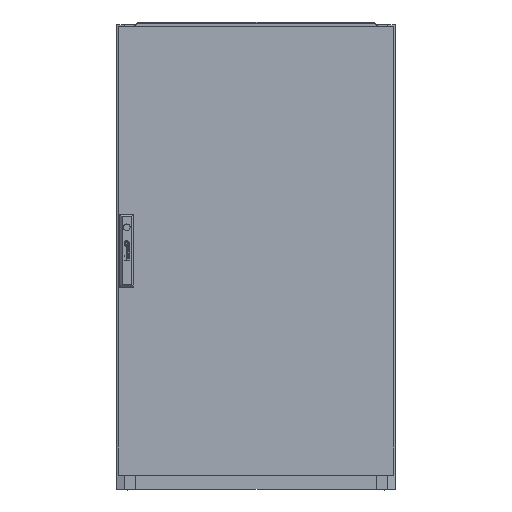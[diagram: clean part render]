
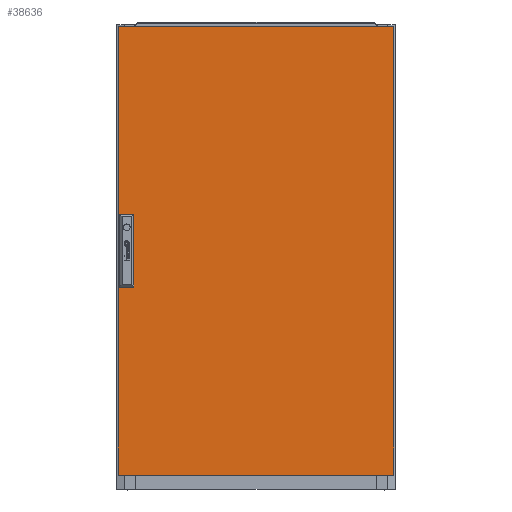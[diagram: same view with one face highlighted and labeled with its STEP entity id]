
A CAD part, top view. The second image highlights one B-rep face of the part: STEP entity #38636.
In plain terms, the highlighted planar face has unit normal (0, 0, 1).
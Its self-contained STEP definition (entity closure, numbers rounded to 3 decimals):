
#1726 = VERTEX_POINT ( 'NONE', #22691 ) ;
#3916 = CARTESIAN_POINT ( 'NONE',  ( -263., 0., 0. ) ) ;
#4646 = VERTEX_POINT ( 'NONE', #32096 ) ;
#8055 = EDGE_CURVE ( 'NONE', #1726, #4646, #98251, .T. ) ;
#8109 = DIRECTION ( 'NONE',  ( 0., -1., 0. ) ) ;
#9397 = EDGE_LOOP ( 'NONE', ( #10005, #69316, #12938, #12236 ) ) ;
#9479 = CARTESIAN_POINT ( 'NONE',  ( -293.4, -78.5, 0. ) ) ;
#10005 = ORIENTED_EDGE ( 'NONE', *, *, #15327, .T. ) ;
#11443 = VERTEX_POINT ( 'NONE', #18313 ) ;
#12236 = ORIENTED_EDGE ( 'NONE', *, *, #36989, .F. ) ;
#12938 = ORIENTED_EDGE ( 'NONE', *, *, #65728, .F. ) ;
#13516 = FACE_BOUND ( 'NONE', #9397, .T. ) ;
#15234 = ORIENTED_EDGE ( 'NONE', *, *, #8055, .T. ) ;
#15327 = EDGE_CURVE ( 'NONE', #11443, #62856, #22263, .T. ) ;
#15471 = DIRECTION ( 'NONE',  ( 1., 0., 0. ) ) ;
#16737 = LINE ( 'NONE', #86176, #76868 ) ;
#16988 = LINE ( 'NONE', #30008, #19446 ) ;
#18313 = CARTESIAN_POINT ( 'NONE',  ( -293.4, 78.5, 0. ) ) ;
#19446 = VECTOR ( 'NONE', #37884, 1000. ) ;
#19817 = VERTEX_POINT ( 'NONE', #9479 ) ;
#22263 = LINE ( 'NONE', #37649, #61582 ) ;
#22691 = CARTESIAN_POINT ( 'NONE',  ( 297., 483.5, 0. ) ) ;
#24244 = AXIS2_PLACEMENT_3D ( 'NONE', #54525, #62476, #15471 ) ;
#24449 = LINE ( 'NONE', #37187, #66250 ) ;
#29994 = VERTEX_POINT ( 'NONE', #71348 ) ;
#30008 = CARTESIAN_POINT ( 'NONE',  ( -297., 483.5, 0. ) ) ;
#32096 = CARTESIAN_POINT ( 'NONE',  ( -297., 483.5, 0. ) ) ;
#35011 = ORIENTED_EDGE ( 'NONE', *, *, #74604, .T. ) ;
#35634 = VECTOR ( 'NONE', #42223, 1000. ) ;
#36989 = EDGE_CURVE ( 'NONE', #11443, #19817, #86348, .T. ) ;
#37187 = CARTESIAN_POINT ( 'NONE',  ( -293.4, -78.5, 0. ) ) ;
#37282 = ORIENTED_EDGE ( 'NONE', *, *, #42933, .T. ) ;
#37369 = LINE ( 'NONE', #43667, #79124 ) ;
#37649 = CARTESIAN_POINT ( 'NONE',  ( -293.4, 78.5, 0. ) ) ;
#37884 = DIRECTION ( 'NONE',  ( 0., -1., 0. ) ) ;
#38636 = ADVANCED_FACE ( 'NONE', ( #13516, #55240 ), #101584, .T. ) ;
#42156 = LINE ( 'NONE', #3916, #63052 ) ;
#42223 = DIRECTION ( 'NONE',  ( -1., 0., 0. ) ) ;
#42933 = EDGE_CURVE ( 'NONE', #4646, #29994, #16988, .T. ) ;
#43667 = CARTESIAN_POINT ( 'NONE',  ( -297., -483.5, 0. ) ) ;
#48370 = CARTESIAN_POINT ( 'NONE',  ( -263., 78.5, 0. ) ) ;
#50035 = ORIENTED_EDGE ( 'NONE', *, *, #64315, .T. ) ;
#50940 = DIRECTION ( 'NONE',  ( 0., -1., 0. ) ) ;
#53059 = DIRECTION ( 'NONE',  ( 1., 0., 0. ) ) ;
#54525 = CARTESIAN_POINT ( 'NONE',  ( 0., 0., 0. ) ) ;
#55240 = FACE_OUTER_BOUND ( 'NONE', #98240, .T. ) ;
#55265 = DIRECTION ( 'NONE',  ( 0., 1., 0. ) ) ;
#61582 = VECTOR ( 'NONE', #53059, 1000. ) ;
#62330 = CARTESIAN_POINT ( 'NONE',  ( -263., -78.5, 0. ) ) ;
#62476 = DIRECTION ( 'NONE',  ( 0., 0., 1. ) ) ;
#62856 = VERTEX_POINT ( 'NONE', #48370 ) ;
#63052 = VECTOR ( 'NONE', #50940, 1000. ) ;
#63406 = CARTESIAN_POINT ( 'NONE',  ( -293.4, 0., 0. ) ) ;
#64315 = EDGE_CURVE ( 'NONE', #29994, #85332, #37369, .T. ) ;
#65728 = EDGE_CURVE ( 'NONE', #19817, #68128, #24449, .T. ) ;
#66250 = VECTOR ( 'NONE', #92027, 1000. ) ;
#68128 = VERTEX_POINT ( 'NONE', #62330 ) ;
#69316 = ORIENTED_EDGE ( 'NONE', *, *, #83410, .T. ) ;
#71348 = CARTESIAN_POINT ( 'NONE',  ( -297., -483.5, 0. ) ) ;
#74604 = EDGE_CURVE ( 'NONE', #85332, #1726, #16737, .T. ) ;
#76868 = VECTOR ( 'NONE', #55265, 1000. ) ;
#79124 = VECTOR ( 'NONE', #98597, 1000. ) ;
#83410 = EDGE_CURVE ( 'NONE', #62856, #68128, #42156, .T. ) ;
#85332 = VERTEX_POINT ( 'NONE', #92414 ) ;
#86176 = CARTESIAN_POINT ( 'NONE',  ( 297., 483.5, 0. ) ) ;
#86348 = LINE ( 'NONE', #63406, #97389 ) ;
#92027 = DIRECTION ( 'NONE',  ( 1., 0., 0. ) ) ;
#92414 = CARTESIAN_POINT ( 'NONE',  ( 297., -483.5, 0. ) ) ;
#97389 = VECTOR ( 'NONE', #8109, 1000. ) ;
#97476 = CARTESIAN_POINT ( 'NONE',  ( -297., 483.5, 0. ) ) ;
#98240 = EDGE_LOOP ( 'NONE', ( #35011, #15234, #37282, #50035 ) ) ;
#98251 = LINE ( 'NONE', #97476, #35634 ) ;
#98597 = DIRECTION ( 'NONE',  ( 1., 0., 0. ) ) ;
#101584 = PLANE ( 'NONE',  #24244 ) ;
